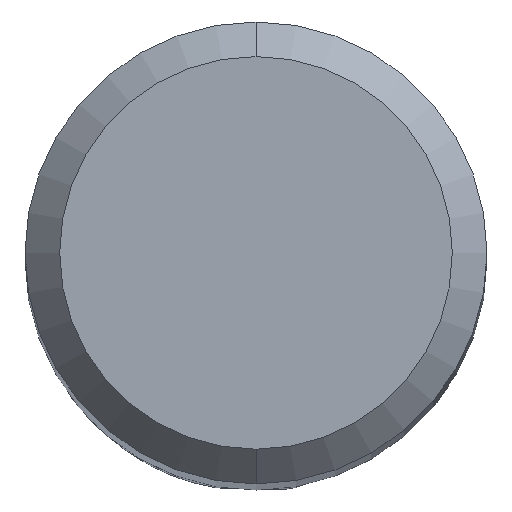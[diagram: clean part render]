
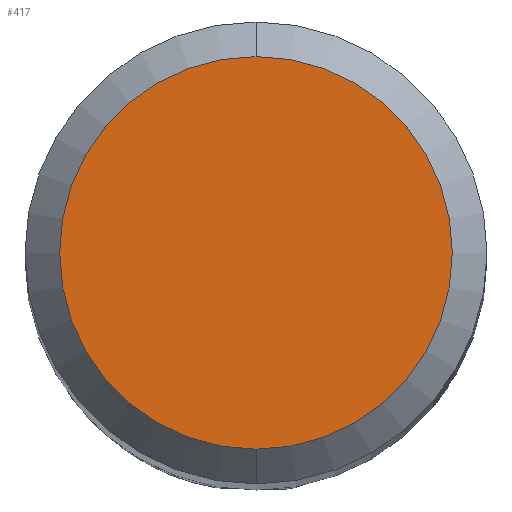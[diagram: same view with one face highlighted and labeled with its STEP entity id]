
A CAD part, top view. The second image highlights one B-rep face of the part: STEP entity #417.
In plain terms, the highlighted planar face has unit normal (0, 0, 1).
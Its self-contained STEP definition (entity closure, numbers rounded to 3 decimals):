
#417=ADVANCED_FACE('',(#997),#998,.T.);
#547=VERTEX_POINT('',#1142);
#639=EDGE_CURVE('',#547,#821,#1246,.T.);
#805=EDGE_CURVE('',#821,#547,#1423,.T.);
#821=VERTEX_POINT('',#1440);
#997=FACE_OUTER_BOUND('',#2782,.T.);
#998=PLANE('',#2783);
#1142=CARTESIAN_POINT('',(0.,-1.7,0.0));
#1246=CIRCLE('',#4125,1.7);
#1423=CIRCLE('',#5179,1.7);
#1440=CARTESIAN_POINT('',(0.0,1.7,0.0));
#2782=EDGE_LOOP('',(#5398,#5399));
#2783=AXIS2_PLACEMENT_3D('',#5400,#5401,#5402);
#4125=AXIS2_PLACEMENT_3D('',#5708,#5709,#5710);
#5179=AXIS2_PLACEMENT_3D('',#5859,#5860,#5861);
#5398=ORIENTED_EDGE('',*,*,#805,.F.);
#5399=ORIENTED_EDGE('',*,*,#639,.F.);
#5400=CARTESIAN_POINT('',(0.0,0.85,0.0));
#5401=DIRECTION('',(-0.0,0.0,1.0));
#5402=DIRECTION('',(0.0,-1.0,0.0));
#5708=CARTESIAN_POINT('',(0.0,0.0,0.0));
#5709=DIRECTION('',(0.0,0.0,-1.0));
#5710=DIRECTION('',(0.0,1.0,0.0));
#5859=CARTESIAN_POINT('',(0.0,0.0,0.0));
#5860=DIRECTION('',(0.0,0.0,-1.0));
#5861=DIRECTION('',(0.0,1.0,0.0));
